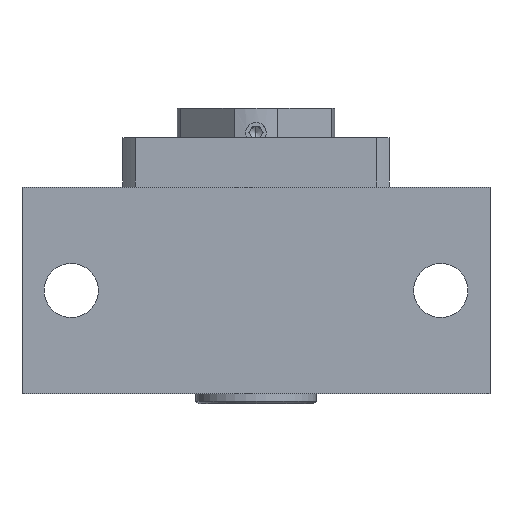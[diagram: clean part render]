
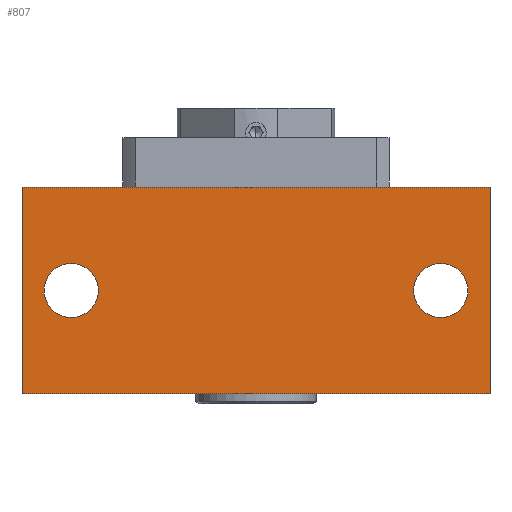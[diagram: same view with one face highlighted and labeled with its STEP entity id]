
A CAD part, front view. The second image highlights one B-rep face of the part: STEP entity #807.
In plain terms, the highlighted planar face has unit normal (0, -1, 0).
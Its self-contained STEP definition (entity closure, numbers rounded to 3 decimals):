
#73 = FACE_BOUND ( 'NONE', #1621, .T. ) ;
#123 = AXIS2_PLACEMENT_3D ( 'NONE', #3952, #3178, #2409 ) ;
#142 = VERTEX_POINT ( 'NONE', #1764 ) ;
#317 = CIRCLE ( 'NONE', #5344, 5.5 ) ;
#463 = DIRECTION ( 'NONE',  ( 0., 0., 1. ) ) ;
#471 = FACE_OUTER_BOUND ( 'NONE', #5789, .T. ) ;
#507 = VERTEX_POINT ( 'NONE', #4014 ) ;
#660 = AXIS2_PLACEMENT_3D ( 'NONE', #6433, #5681, #4913 ) ;
#807 = ADVANCED_FACE ( 'NONE', ( #6990, #73, #471 ), #3556, .T. ) ;
#809 = CARTESIAN_POINT ( 'NONE',  ( 37.5, -30., -26.5 ) ) ;
#1095 = ORIENTED_EDGE ( 'NONE', *, *, #6645, .F. ) ;
#1234 = CARTESIAN_POINT ( 'NONE',  ( 47.5, -30., -42. ) ) ;
#1307 = EDGE_CURVE ( 'NONE', #3072, #1885, #3105, .T. ) ;
#1357 = ORIENTED_EDGE ( 'NONE', *, *, #7092, .F. ) ;
#1452 = EDGE_CURVE ( 'NONE', #3671, #7428, #5082, .T. ) ;
#1517 = CARTESIAN_POINT ( 'NONE',  ( 37.5, -30., -15.5 ) ) ;
#1621 = EDGE_LOOP ( 'NONE', ( #5032, #5680 ) ) ;
#1623 = CARTESIAN_POINT ( 'NONE',  ( 47.5, -30., 0. ) ) ;
#1746 = CARTESIAN_POINT ( 'NONE',  ( 47.5, -30., -42. ) ) ;
#1764 = CARTESIAN_POINT ( 'NONE',  ( -37.5, -30., -26.5 ) ) ;
#1885 = VERTEX_POINT ( 'NONE', #809 ) ;
#2230 = VECTOR ( 'NONE', #3798, 1000. ) ;
#2276 = VECTOR ( 'NONE', #5710, 1000. ) ;
#2324 = DIRECTION ( 'NONE',  ( 0., 0., 1. ) ) ;
#2332 = AXIS2_PLACEMENT_3D ( 'NONE', #3881, #3099, #2344 ) ;
#2344 = DIRECTION ( 'NONE',  ( 0., 0., 1. ) ) ;
#2409 = DIRECTION ( 'NONE',  ( 0., 0., 1. ) ) ;
#2971 = DIRECTION ( 'NONE',  ( 1., 0., 0. ) ) ;
#3072 = VERTEX_POINT ( 'NONE', #1517 ) ;
#3076 = DIRECTION ( 'NONE',  ( 0., 1., 0. ) ) ;
#3099 = DIRECTION ( 'NONE',  ( 0., 1., 0. ) ) ;
#3105 = CIRCLE ( 'NONE', #6327, 5.5 ) ;
#3151 = EDGE_CURVE ( 'NONE', #507, #142, #317, .T. ) ;
#3158 = CIRCLE ( 'NONE', #123, 5.5 ) ;
#3178 = DIRECTION ( 'NONE',  ( 0., 1., 0. ) ) ;
#3273 = DIRECTION ( 'NONE',  ( 0., 0., 1. ) ) ;
#3304 = CARTESIAN_POINT ( 'NONE',  ( -47.5, -30., -42. ) ) ;
#3556 = PLANE ( 'NONE',  #660 ) ;
#3671 = VERTEX_POINT ( 'NONE', #1746 ) ;
#3745 = CARTESIAN_POINT ( 'NONE',  ( -47.5, -30., 0. ) ) ;
#3798 = DIRECTION ( 'NONE',  ( 0., 0., 1. ) ) ;
#3881 = CARTESIAN_POINT ( 'NONE',  ( 37.5, -30., -21. ) ) ;
#3952 = CARTESIAN_POINT ( 'NONE',  ( -37.5, -30., -21. ) ) ;
#4014 = CARTESIAN_POINT ( 'NONE',  ( -37.5, -30., -15.5 ) ) ;
#4038 = DIRECTION ( 'NONE',  ( 0., 1., 0. ) ) ;
#4056 = VECTOR ( 'NONE', #463, 1000. ) ;
#4231 = EDGE_CURVE ( 'NONE', #6881, #3671, #7229, .T. ) ;
#4522 = LINE ( 'NONE', #3745, #6722 ) ;
#4571 = CARTESIAN_POINT ( 'NONE',  ( -47.5, -30., -42. ) ) ;
#4801 = CARTESIAN_POINT ( 'NONE',  ( -37.5, -30., -21. ) ) ;
#4913 = DIRECTION ( 'NONE',  ( 0., 0., -1. ) ) ;
#5021 = ORIENTED_EDGE ( 'NONE', *, *, #1307, .T. ) ;
#5032 = ORIENTED_EDGE ( 'NONE', *, *, #3151, .T. ) ;
#5048 = EDGE_LOOP ( 'NONE', ( #5021, #6873 ) ) ;
#5082 = LINE ( 'NONE', #1234, #4056 ) ;
#5327 = LINE ( 'NONE', #4571, #2230 ) ;
#5344 = AXIS2_PLACEMENT_3D ( 'NONE', #4801, #4038, #3273 ) ;
#5368 = CARTESIAN_POINT ( 'NONE',  ( -47.5, -30., 0. ) ) ;
#5634 = CIRCLE ( 'NONE', #2332, 5.5 ) ;
#5680 = ORIENTED_EDGE ( 'NONE', *, *, #5788, .T. ) ;
#5681 = DIRECTION ( 'NONE',  ( 0., -1., 0. ) ) ;
#5710 = DIRECTION ( 'NONE',  ( 1., 0., 0. ) ) ;
#5751 = ORIENTED_EDGE ( 'NONE', *, *, #1452, .T. ) ;
#5788 = EDGE_CURVE ( 'NONE', #142, #507, #3158, .T. ) ;
#5789 = EDGE_LOOP ( 'NONE', ( #1357, #1095, #5990, #5751 ) ) ;
#5990 = ORIENTED_EDGE ( 'NONE', *, *, #4231, .T. ) ;
#6327 = AXIS2_PLACEMENT_3D ( 'NONE', #6918, #3076, #2324 ) ;
#6433 = CARTESIAN_POINT ( 'NONE',  ( -47.5, -30., -42. ) ) ;
#6458 = CARTESIAN_POINT ( 'NONE',  ( -47.5, -30., -42. ) ) ;
#6645 = EDGE_CURVE ( 'NONE', #6881, #6739, #5327, .T. ) ;
#6722 = VECTOR ( 'NONE', #2971, 1000. ) ;
#6739 = VERTEX_POINT ( 'NONE', #5368 ) ;
#6873 = ORIENTED_EDGE ( 'NONE', *, *, #7302, .T. ) ;
#6881 = VERTEX_POINT ( 'NONE', #3304 ) ;
#6918 = CARTESIAN_POINT ( 'NONE',  ( 37.5, -30., -21. ) ) ;
#6990 = FACE_BOUND ( 'NONE', #5048, .T. ) ;
#7092 = EDGE_CURVE ( 'NONE', #6739, #7428, #4522, .T. ) ;
#7229 = LINE ( 'NONE', #6458, #2276 ) ;
#7302 = EDGE_CURVE ( 'NONE', #1885, #3072, #5634, .T. ) ;
#7428 = VERTEX_POINT ( 'NONE', #1623 ) ;
